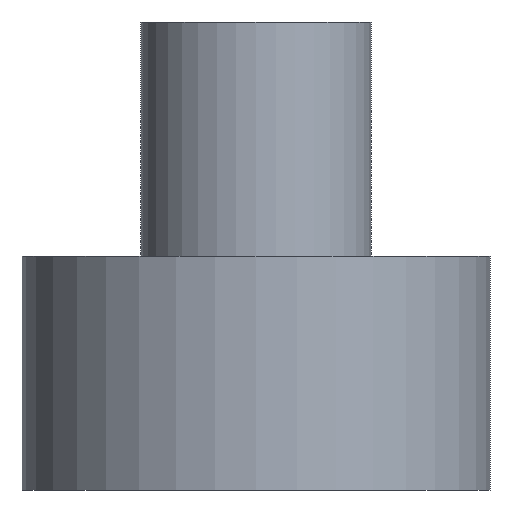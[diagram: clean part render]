
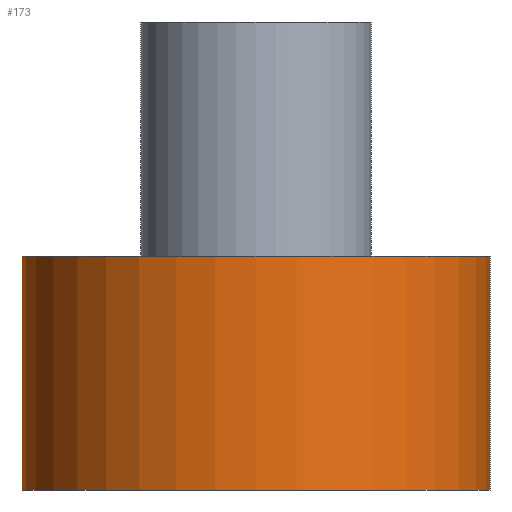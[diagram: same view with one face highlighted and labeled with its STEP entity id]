
A CAD part, left-side view. The second image highlights one B-rep face of the part: STEP entity #173.
In plain terms, the highlighted cylindrical face has radius 10 mm (diameter 20 mm), a full revolution.
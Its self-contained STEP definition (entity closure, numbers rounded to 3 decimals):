
#30=FACE_OUTER_BOUND('',#42,.T.);
#42=EDGE_LOOP('',(#131,#132,#133,#134));
#57=LINE('',#281,#72);
#72=VECTOR('',#230,10.);
#88=CIRCLE('',#203,10.);
#89=CIRCLE('',#204,10.);
#94=VERTEX_POINT('',#278);
#95=VERTEX_POINT('',#280);
#109=EDGE_CURVE('',#94,#94,#88,.T.);
#110=EDGE_CURVE('',#94,#95,#57,.T.);
#111=EDGE_CURVE('',#95,#95,#89,.T.);
#131=ORIENTED_EDGE('',*,*,#109,.F.);
#132=ORIENTED_EDGE('',*,*,#110,.T.);
#133=ORIENTED_EDGE('',*,*,#111,.T.);
#134=ORIENTED_EDGE('',*,*,#110,.F.);
#170=CYLINDRICAL_SURFACE('',#202,10.);
#173=ADVANCED_FACE('',(#30),#170,.T.);
#202=AXIS2_PLACEMENT_3D('',#277,#226,#227);
#203=AXIS2_PLACEMENT_3D('',#279,#228,#229);
#204=AXIS2_PLACEMENT_3D('',#282,#231,#232);
#226=DIRECTION('center_axis',(0.,0.,1.));
#227=DIRECTION('ref_axis',(1.,0.,0.));
#228=DIRECTION('center_axis',(0.,0.,1.));
#229=DIRECTION('ref_axis',(1.,0.,0.));
#230=DIRECTION('',(0.,0.,-1.));
#231=DIRECTION('center_axis',(0.,0.,1.));
#232=DIRECTION('ref_axis',(1.,0.,0.));
#277=CARTESIAN_POINT('Origin',(0.,0.,0.));
#278=CARTESIAN_POINT('',(-10.,0.,10.));
#279=CARTESIAN_POINT('Origin',(0.,0.,10.));
#280=CARTESIAN_POINT('',(-10.,0.,0.));
#281=CARTESIAN_POINT('',(-10.,0.,0.));
#282=CARTESIAN_POINT('Origin',(0.,0.,0.));
